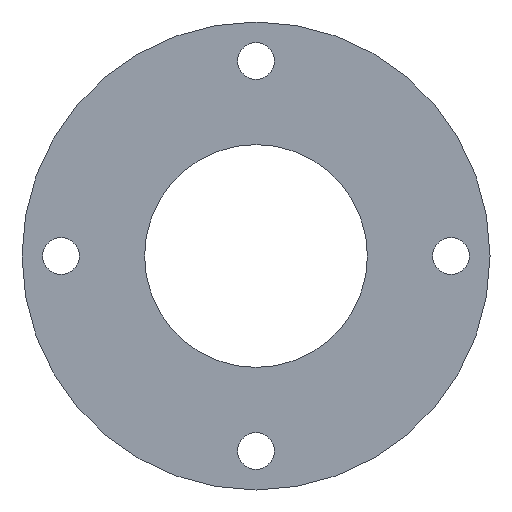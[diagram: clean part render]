
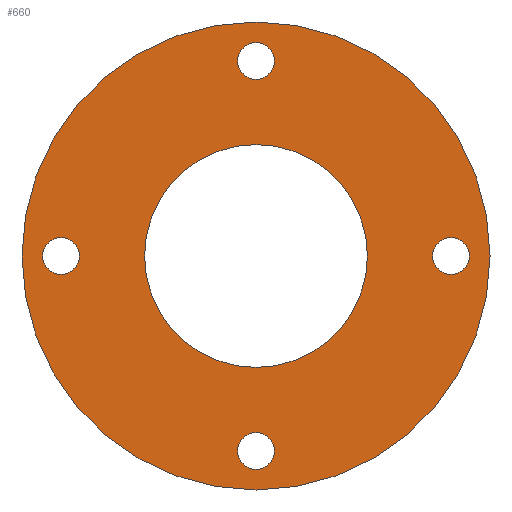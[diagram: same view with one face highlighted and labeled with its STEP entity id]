
A CAD part, left-side view. The second image highlights one B-rep face of the part: STEP entity #660.
In plain terms, the highlighted planar face has unit normal (-1, 0, 0).
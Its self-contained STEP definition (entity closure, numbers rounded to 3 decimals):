
#2 = CARTESIAN_POINT ( 'NONE',  ( -9., 17.5, -1.65 ) ) ;
#6 = VERTEX_POINT ( 'NONE', #614 ) ;
#9 = CARTESIAN_POINT ( 'NONE',  ( -9., 0., 0. ) ) ;
#17 = VERTEX_POINT ( 'NONE', #183 ) ;
#19 = FACE_BOUND ( 'NONE', #492, .T. ) ;
#29 = AXIS2_PLACEMENT_3D ( 'NONE', #669, #441, #564 ) ;
#38 = DIRECTION ( 'NONE',  ( 1., 0., 0. ) ) ;
#42 = AXIS2_PLACEMENT_3D ( 'NONE', #604, #261, #422 ) ;
#47 = VERTEX_POINT ( 'NONE', #456 ) ;
#49 = ORIENTED_EDGE ( 'NONE', *, *, #228, .T. ) ;
#63 = CARTESIAN_POINT ( 'NONE',  ( -9., 17.5, 0. ) ) ;
#74 = ORIENTED_EDGE ( 'NONE', *, *, #129, .T. ) ;
#80 = ORIENTED_EDGE ( 'NONE', *, *, #414, .T. ) ;
#84 = DIRECTION ( 'NONE',  ( 0., 0., -1. ) ) ;
#87 = VERTEX_POINT ( 'NONE', #373 ) ;
#94 = ORIENTED_EDGE ( 'NONE', *, *, #151, .T. ) ;
#97 = DIRECTION ( 'NONE',  ( 0., 0., 1. ) ) ;
#102 = DIRECTION ( 'NONE',  ( -1., 0., 0. ) ) ;
#114 = EDGE_CURVE ( 'NONE', #687, #47, #397, .T. ) ;
#122 = CARTESIAN_POINT ( 'NONE',  ( -9., 0., -21. ) ) ;
#125 = DIRECTION ( 'NONE',  ( 1., 0., 0. ) ) ;
#129 = EDGE_CURVE ( 'NONE', #346, #17, #683, .T. ) ;
#137 = VERTEX_POINT ( 'NONE', #298 ) ;
#142 = EDGE_CURVE ( 'NONE', #172, #137, #534, .T. ) ;
#144 = FACE_BOUND ( 'NONE', #572, .T. ) ;
#151 = EDGE_CURVE ( 'NONE', #17, #346, #664, .T. ) ;
#158 = DIRECTION ( 'NONE',  ( 0., 0., -1. ) ) ;
#164 = EDGE_CURVE ( 'NONE', #137, #172, #545, .T. ) ;
#166 = AXIS2_PLACEMENT_3D ( 'NONE', #602, #416, #543 ) ;
#172 = VERTEX_POINT ( 'NONE', #544 ) ;
#173 = DIRECTION ( 'NONE',  ( 0., 0., -1. ) ) ;
#174 = ORIENTED_EDGE ( 'NONE', *, *, #142, .T. ) ;
#183 = CARTESIAN_POINT ( 'NONE',  ( -9., 0., 21. ) ) ;
#194 = CARTESIAN_POINT ( 'NONE',  ( -9., 0., 0. ) ) ;
#197 = DIRECTION ( 'NONE',  ( 1., 0., 0. ) ) ;
#212 = ORIENTED_EDGE ( 'NONE', *, *, #164, .T. ) ;
#214 = CARTESIAN_POINT ( 'NONE',  ( -9., -17.5, 1.65 ) ) ;
#220 = CARTESIAN_POINT ( 'NONE',  ( -9., -17.5, -1.65 ) ) ;
#222 = VERTEX_POINT ( 'NONE', #2 ) ;
#223 = AXIS2_PLACEMENT_3D ( 'NONE', #9, #394, #335 ) ;
#228 = EDGE_CURVE ( 'NONE', #6, #222, #354, .T. ) ;
#236 = CIRCLE ( 'NONE', #166, 1.65 ) ;
#261 = DIRECTION ( 'NONE',  ( -1., 0., 0. ) ) ;
#275 = DIRECTION ( 'NONE',  ( 0., 0., -1. ) ) ;
#284 = EDGE_CURVE ( 'NONE', #222, #6, #635, .T. ) ;
#290 = EDGE_LOOP ( 'NONE', ( #392, #423 ) ) ;
#293 = DIRECTION ( 'NONE',  ( 1., 0., 0. ) ) ;
#294 = EDGE_CURVE ( 'NONE', #580, #628, #697, .T. ) ;
#298 = CARTESIAN_POINT ( 'NONE',  ( -9., 0., -19.15 ) ) ;
#300 = CARTESIAN_POINT ( 'NONE',  ( -9., 0., 15.85 ) ) ;
#301 = AXIS2_PLACEMENT_3D ( 'NONE', #526, #102, #97 ) ;
#330 = DIRECTION ( 'NONE',  ( 0., 0., 1. ) ) ;
#335 = DIRECTION ( 'NONE',  ( 0., 0., -1. ) ) ;
#338 = EDGE_LOOP ( 'NONE', ( #212, #174 ) ) ;
#341 = FACE_BOUND ( 'NONE', #338, .T. ) ;
#346 = VERTEX_POINT ( 'NONE', #122 ) ;
#354 = CIRCLE ( 'NONE', #429, 1.65 ) ;
#373 = CARTESIAN_POINT ( 'NONE',  ( -9., 0., 19.15 ) ) ;
#383 = ORIENTED_EDGE ( 'NONE', *, *, #624, .T. ) ;
#384 = FACE_OUTER_BOUND ( 'NONE', #558, .T. ) ;
#392 = ORIENTED_EDGE ( 'NONE', *, *, #671, .T. ) ;
#394 = DIRECTION ( 'NONE',  ( 1., 0., 0. ) ) ;
#397 = CIRCLE ( 'NONE', #661, 10. ) ;
#414 = EDGE_CURVE ( 'NONE', #87, #473, #696, .T. ) ;
#416 = DIRECTION ( 'NONE',  ( 1., 0., 0. ) ) ;
#422 = DIRECTION ( 'NONE',  ( 0., 0., 1. ) ) ;
#423 = ORIENTED_EDGE ( 'NONE', *, *, #114, .T. ) ;
#429 = AXIS2_PLACEMENT_3D ( 'NONE', #622, #125, #275 ) ;
#438 = FACE_BOUND ( 'NONE', #290, .T. ) ;
#441 = DIRECTION ( 'NONE',  ( 1., 0., 0. ) ) ;
#442 = CARTESIAN_POINT ( 'NONE',  ( -9., 0., 10. ) ) ;
#454 = DIRECTION ( 'NONE',  ( 0., 0., -1. ) ) ;
#456 = CARTESIAN_POINT ( 'NONE',  ( -9., 0., -10. ) ) ;
#473 = VERTEX_POINT ( 'NONE', #300 ) ;
#477 = DIRECTION ( 'NONE',  ( 1., 0., 0. ) ) ;
#487 = CARTESIAN_POINT ( 'NONE',  ( -9., 0., 17.5 ) ) ;
#492 = EDGE_LOOP ( 'NONE', ( #630, #80 ) ) ;
#493 = AXIS2_PLACEMENT_3D ( 'NONE', #530, #197, #597 ) ;
#495 = DIRECTION ( 'NONE',  ( 0., 0., -1. ) ) ;
#514 = CARTESIAN_POINT ( 'NONE',  ( -9., 0., 17.5 ) ) ;
#520 = AXIS2_PLACEMENT_3D ( 'NONE', #514, #293, #454 ) ;
#522 = ORIENTED_EDGE ( 'NONE', *, *, #284, .T. ) ;
#526 = CARTESIAN_POINT ( 'NONE',  ( -9., 0., 0. ) ) ;
#530 = CARTESIAN_POINT ( 'NONE',  ( -9., 0., -17.5 ) ) ;
#534 = CIRCLE ( 'NONE', #493, 1.65 ) ;
#543 = DIRECTION ( 'NONE',  ( 0., 0., -1. ) ) ;
#544 = CARTESIAN_POINT ( 'NONE',  ( -9., 0., -15.85 ) ) ;
#545 = CIRCLE ( 'NONE', #627, 1.65 ) ;
#549 = CARTESIAN_POINT ( 'NONE',  ( -9., 0., -17.5 ) ) ;
#558 = EDGE_LOOP ( 'NONE', ( #74, #94 ) ) ;
#564 = DIRECTION ( 'NONE',  ( 0., 0., -1. ) ) ;
#569 = DIRECTION ( 'NONE',  ( 1., 0., 0. ) ) ;
#570 = DIRECTION ( 'NONE',  ( -1., 0., 0. ) ) ;
#572 = EDGE_LOOP ( 'NONE', ( #383, #667 ) ) ;
#573 = EDGE_LOOP ( 'NONE', ( #522, #49 ) ) ;
#578 = AXIS2_PLACEMENT_3D ( 'NONE', #487, #477, #158 ) ;
#580 = VERTEX_POINT ( 'NONE', #214 ) ;
#590 = EDGE_CURVE ( 'NONE', #473, #87, #632, .T. ) ;
#595 = FACE_BOUND ( 'NONE', #573, .T. ) ;
#597 = DIRECTION ( 'NONE',  ( 0., 0., -1. ) ) ;
#602 = CARTESIAN_POINT ( 'NONE',  ( -9., -17.5, 0. ) ) ;
#604 = CARTESIAN_POINT ( 'NONE',  ( -9., 0., 0. ) ) ;
#614 = CARTESIAN_POINT ( 'NONE',  ( -9., 17.5, 1.65 ) ) ;
#616 = AXIS2_PLACEMENT_3D ( 'NONE', #670, #570, #330 ) ;
#622 = CARTESIAN_POINT ( 'NONE',  ( -9., 17.5, 0. ) ) ;
#624 = EDGE_CURVE ( 'NONE', #628, #580, #236, .T. ) ;
#627 = AXIS2_PLACEMENT_3D ( 'NONE', #549, #665, #495 ) ;
#628 = VERTEX_POINT ( 'NONE', #220 ) ;
#630 = ORIENTED_EDGE ( 'NONE', *, *, #590, .T. ) ;
#632 = CIRCLE ( 'NONE', #578, 1.65 ) ;
#635 = CIRCLE ( 'NONE', #704, 1.65 ) ;
#660 = ADVANCED_FACE ( 'NONE', ( #341, #595, #19, #144, #438, #384 ), #678, .T. ) ;
#661 = AXIS2_PLACEMENT_3D ( 'NONE', #194, #38, #84 ) ;
#664 = CIRCLE ( 'NONE', #301, 21. ) ;
#665 = DIRECTION ( 'NONE',  ( 1., 0., 0. ) ) ;
#667 = ORIENTED_EDGE ( 'NONE', *, *, #294, .T. ) ;
#669 = CARTESIAN_POINT ( 'NONE',  ( -9., -17.5, 0. ) ) ;
#670 = CARTESIAN_POINT ( 'NONE',  ( -9., 17., 0. ) ) ;
#671 = EDGE_CURVE ( 'NONE', #47, #687, #688, .T. ) ;
#678 = PLANE ( 'NONE',  #616 ) ;
#683 = CIRCLE ( 'NONE', #42, 21. ) ;
#687 = VERTEX_POINT ( 'NONE', #442 ) ;
#688 = CIRCLE ( 'NONE', #223, 10. ) ;
#696 = CIRCLE ( 'NONE', #520, 1.65 ) ;
#697 = CIRCLE ( 'NONE', #29, 1.65 ) ;
#704 = AXIS2_PLACEMENT_3D ( 'NONE', #63, #569, #173 ) ;
